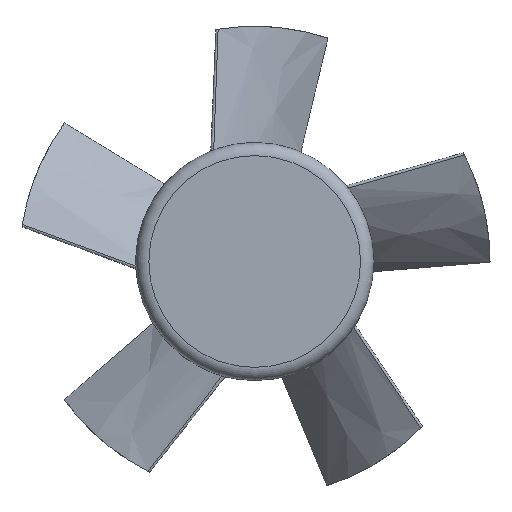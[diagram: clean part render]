
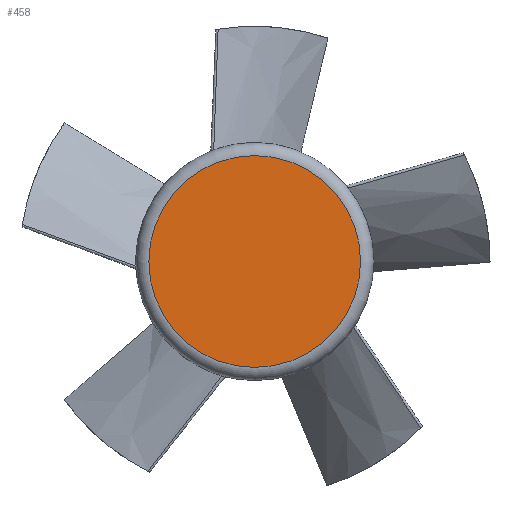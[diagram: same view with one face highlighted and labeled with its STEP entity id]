
A CAD part, top view. The second image highlights one B-rep face of the part: STEP entity #458.
In plain terms, the highlighted planar face has unit normal (0, 0, 1).
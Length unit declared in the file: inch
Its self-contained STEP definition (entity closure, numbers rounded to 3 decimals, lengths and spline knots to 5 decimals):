
#95=PLANE($,#477);
#136=FACE_OUTER_BOUND($,#174,.T.);
#174=EDGE_LOOP($,(#419));
#179=CIRCLE($,#473,1.0125);
#224=VERTEX_POINT($,#1701);
#289=EDGE_CURVE($,#224,#224,#179,.T.);
#419=ORIENTED_EDGE($,*,*,#289,.F.);
#458=ADVANCED_FACE($,(#136),#95,.T.);
#473=AXIS2_PLACEMENT_3D($,#1702,#501,#502);
#477=AXIS2_PLACEMENT_3D($,#1708,#509,#510);
#501=DIRECTION('center_axis',(0.,0.,-1.));
#502=DIRECTION('ref_axis',(-1.,0.,0.));
#509=DIRECTION('center_axis',(0.,0.,1.));
#510=DIRECTION('ref_axis',(1.,0.,0.));
#1701=CARTESIAN_POINT('',(6.79039,-0.78656,1.04));
#1702=CARTESIAN_POINT('Origin',(5.77789,-0.78656,1.04));
#1708=CARTESIAN_POINT('Origin',(5.8813,-0.78656,1.04));
